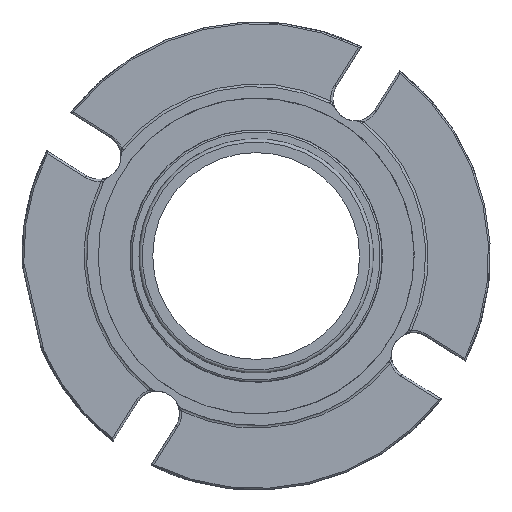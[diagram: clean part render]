
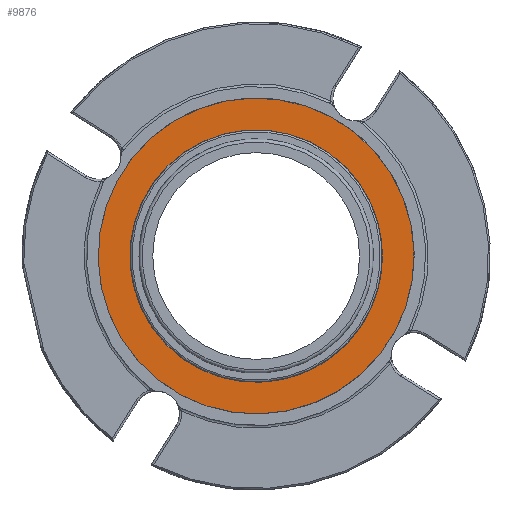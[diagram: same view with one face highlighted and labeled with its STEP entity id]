
A CAD part, left-side view. The second image highlights one B-rep face of the part: STEP entity #9876.
In plain terms, the highlighted planar face has unit normal (-1, 0, 0).
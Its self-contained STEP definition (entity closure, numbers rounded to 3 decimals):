
#1773=PLANE('',#10545);
#2005=ORIENTED_EDGE('',*,*,#5156,.T.);
#2006=ORIENTED_EDGE('',*,*,#5155,.T.);
#5155=EDGE_CURVE('',#6738,#6738,#7738,.F.);
#5156=EDGE_CURVE('',#6739,#6739,#7739,.T.);
#6738=VERTEX_POINT('',#14354);
#6739=VERTEX_POINT('',#14357);
#7738=CIRCLE('',#10544,58.103);
#7739=CIRCLE('',#10546,72.733);
#8323=EDGE_LOOP('',(#2005));
#8324=EDGE_LOOP('',(#2006));
#9026=FACE_BOUND('',#8323,.T.);
#9027=FACE_BOUND('',#8324,.T.);
#9876=ADVANCED_FACE('',(#9026,#9027),#1773,.T.);
#10544=AXIS2_PLACEMENT_3D('',#14353,#11687,#11688);
#10545=AXIS2_PLACEMENT_3D('',#14355,#11689,#11690);
#10546=AXIS2_PLACEMENT_3D('',#14356,#11691,#11692);
#11687=DIRECTION('',(-1.,0.,0.));
#11688=DIRECTION('',(0.,-1.,0.));
#11689=DIRECTION('',(-1.,0.,0.));
#11690=DIRECTION('',(0.,0.879,0.477));
#11691=DIRECTION('',(-1.,0.,0.));
#11692=DIRECTION('',(0.,0.879,0.477));
#14353=CARTESIAN_POINT('',(-10.243,0.,0.));
#14354=CARTESIAN_POINT('',(-10.243,-58.103,0.));
#14355=CARTESIAN_POINT('',(-10.243,53.004,28.803));
#14356=CARTESIAN_POINT('',(-10.243,0.,0.));
#14357=CARTESIAN_POINT('',(-10.243,63.907,34.728));
